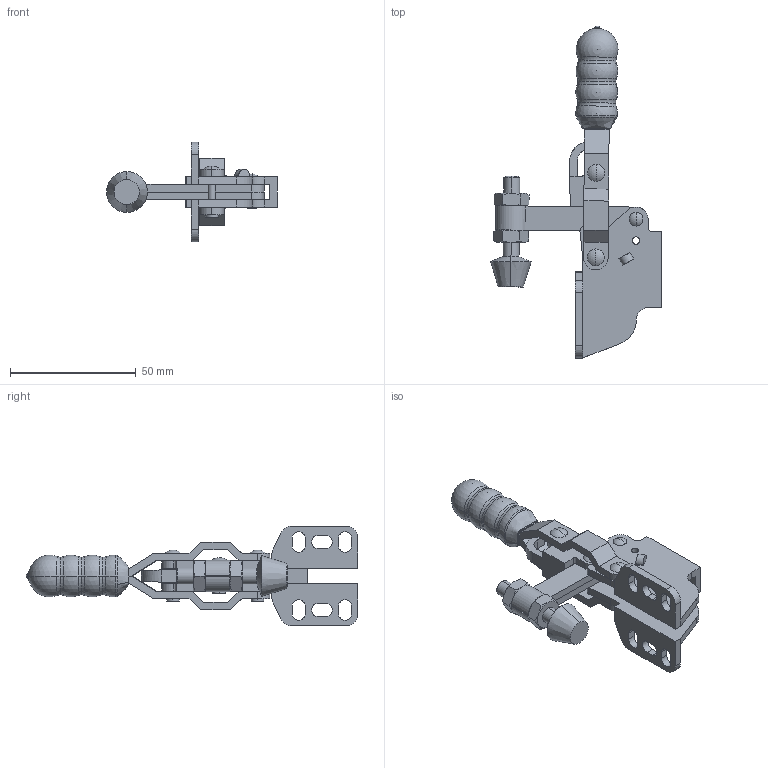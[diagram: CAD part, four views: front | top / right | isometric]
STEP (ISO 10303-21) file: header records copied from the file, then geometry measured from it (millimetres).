
FILE_DESCRIPTION (( 'STEP AP214' ), '1' );
FILE_NAME ('GH-12050-SM(Â²¤Æ)-1.STEP', '2020-03-11T08:26:34', ( 'LinWei' ), ( '' ), 'SwSTEP 2.0', 'SolidWorks 2016', '' );
FILE_SCHEMA (( 'AUTOMOTIVE_DESIGN' ));
Length unit declared in the file: millimetre
Products named in the file (6): Group1^GH-12050-SM(簡化)-1; 11205008-1^GH-12050-SM(簡化)-1; Group5^GH-12050-SM(簡化)-1; Group3^GH-12050-SM(簡化)-1; Group4^GH-12050-SM(簡化)-1; GH-12050-SM(簡化)-1
Assembly tree (5 placements, depth 2):
  GH-12050-SM(簡化)-1
    Group4^GH-12050-SM(簡化)-1
    Group3^GH-12050-SM(簡化)-1
    Group5^GH-12050-SM(簡化)-1
    11205008-1^GH-12050-SM(簡化)-1
    Group1^GH-12050-SM(簡化)-1
Bounding box: 67.87 x 131.81 x 39.7 mm (x, y, z)
Volume: 31795.1 mm3; surface area: 21048.1 mm2
Topology: 5 solids, 5 shells, 287 faces, 784 edges, 513 vertices
Faces by surface type: plane 124, cylinder 103, sphere 18, torus 18, cone 14, bspline 10
Entity records: 11057 total; most frequent: CARTESIAN_POINT 2700, DIRECTION 1559, ORIENTED_EDGE 1528, EDGE_CURVE 764, AXIS2_PLACEMENT_3D 578, VERTEX_POINT 501, VECTOR 403, LINE 403
